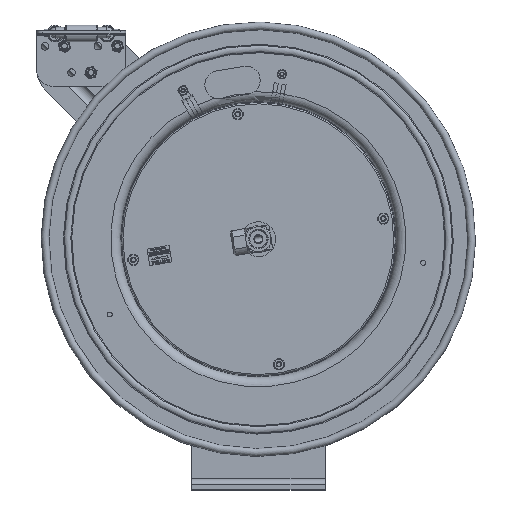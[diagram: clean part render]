
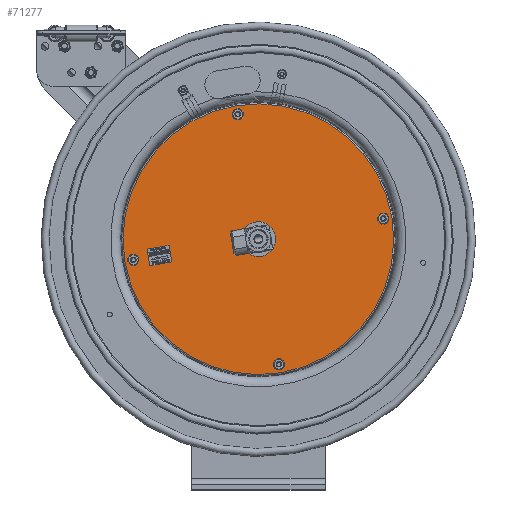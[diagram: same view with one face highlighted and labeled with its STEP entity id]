
A CAD part, top view. The second image highlights one B-rep face of the part: STEP entity #71277.
In plain terms, the highlighted planar face has unit normal (0, 0, 1).
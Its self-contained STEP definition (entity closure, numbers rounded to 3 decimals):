
#3049=FACE_BOUND('',#11269,.T.);
#3050=FACE_BOUND('',#11270,.T.);
#3051=FACE_BOUND('',#11271,.T.);
#3052=FACE_BOUND('',#11272,.T.);
#3053=FACE_BOUND('',#11273,.T.);
#5589=CIRCLE('',#75625,6.078);
#5590=CIRCLE('',#75626,0.655);
#5591=CIRCLE('',#75627,0.14);
#5592=CIRCLE('',#75628,0.14);
#5593=CIRCLE('',#75629,0.14);
#5594=CIRCLE('',#75630,0.14);
#8260=FACE_OUTER_BOUND('',#11268,.T.);
#11268=EDGE_LOOP('',(#57881));
#11269=EDGE_LOOP('',(#57882));
#11270=EDGE_LOOP('',(#57883));
#11271=EDGE_LOOP('',(#57884));
#11272=EDGE_LOOP('',(#57885));
#11273=EDGE_LOOP('',(#57886));
#31822=VERTEX_POINT('',#117108);
#31823=VERTEX_POINT('',#117110);
#31824=VERTEX_POINT('',#117112);
#31825=VERTEX_POINT('',#117114);
#31826=VERTEX_POINT('',#117116);
#31827=VERTEX_POINT('',#117118);
#42553=EDGE_CURVE('',#31822,#31822,#5589,.T.);
#42554=EDGE_CURVE('',#31823,#31823,#5590,.T.);
#42555=EDGE_CURVE('',#31824,#31824,#5591,.T.);
#42556=EDGE_CURVE('',#31825,#31825,#5592,.T.);
#42557=EDGE_CURVE('',#31826,#31826,#5593,.T.);
#42558=EDGE_CURVE('',#31827,#31827,#5594,.T.);
#57881=ORIENTED_EDGE('',*,*,#42553,.F.);
#57882=ORIENTED_EDGE('',*,*,#42554,.T.);
#57883=ORIENTED_EDGE('',*,*,#42555,.T.);
#57884=ORIENTED_EDGE('',*,*,#42556,.T.);
#57885=ORIENTED_EDGE('',*,*,#42557,.T.);
#57886=ORIENTED_EDGE('',*,*,#42558,.T.);
#66051=PLANE('',#75624);
#71277=ADVANCED_FACE('',(#8260,#3049,#3050,#3051,#3052,#3053),#66051,.T.);
#75624=AXIS2_PLACEMENT_3D('',#117107,#87000,#87001);
#75625=AXIS2_PLACEMENT_3D('',#117109,#87002,#87003);
#75626=AXIS2_PLACEMENT_3D('',#117111,#87004,#87005);
#75627=AXIS2_PLACEMENT_3D('',#117113,#87006,#87007);
#75628=AXIS2_PLACEMENT_3D('',#117115,#87008,#87009);
#75629=AXIS2_PLACEMENT_3D('',#117117,#87010,#87011);
#75630=AXIS2_PLACEMENT_3D('',#117119,#87012,#87013);
#87000=DIRECTION('center_axis',(0.,0.,
1.));
#87001=DIRECTION('ref_axis',(-0.987,-0.163,0.));
#87002=DIRECTION('center_axis',(0.,0.,
-1.));
#87003=DIRECTION('ref_axis',(-0.987,-0.163,0.));
#87004=DIRECTION('center_axis',(0.,0.,
-1.));
#87005=DIRECTION('ref_axis',(0.987,0.163,0.));
#87006=DIRECTION('center_axis',(0.,0.,
-1.));
#87007=DIRECTION('ref_axis',(-0.987,-0.163,0.));
#87008=DIRECTION('center_axis',(0.,0.,
-1.));
#87009=DIRECTION('ref_axis',(-0.987,-0.163,0.));
#87010=DIRECTION('center_axis',(0.,0.,
-1.));
#87011=DIRECTION('ref_axis',(-0.987,-0.163,0.));
#87012=DIRECTION('center_axis',(0.,0.,
-1.));
#87013=DIRECTION('ref_axis',(-0.987,-0.163,0.));
#117107=CARTESIAN_POINT('Origin',(51.936,0.,
-49.516));
#117108=CARTESIAN_POINT('',(57.932,0.989,-49.516));
#117109=CARTESIAN_POINT('Origin',(51.936,0.,
-49.516));
#117110=CARTESIAN_POINT('',(51.289,-0.106,-49.516));
#117111=CARTESIAN_POINT('Origin',(51.936,0.,
-49.516));
#117112=CARTESIAN_POINT('',(46.186,-0.948,-49.516));
#117113=CARTESIAN_POINT('Origin',(46.324,-0.925,-49.516));
#117114=CARTESIAN_POINT('',(57.409,0.902,-49.516));
#117115=CARTESIAN_POINT('Origin',(57.548,0.925,-49.516));
#117116=CARTESIAN_POINT('',(52.723,-5.634,-49.516));
#117117=CARTESIAN_POINT('Origin',(52.861,-5.612,-49.516));
#117118=CARTESIAN_POINT('',(50.873,5.589,-49.516));
#117119=CARTESIAN_POINT('Origin',(51.011,5.612,-49.516));
